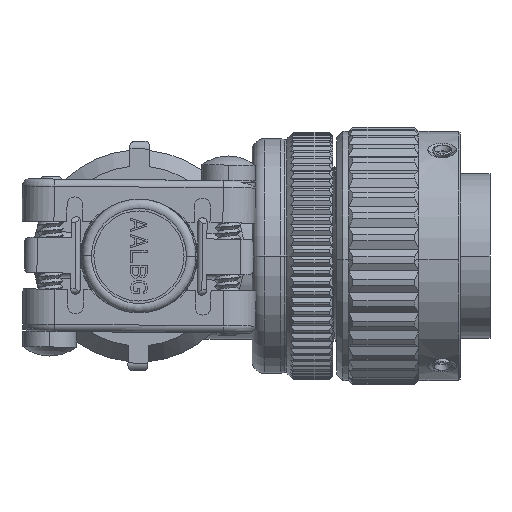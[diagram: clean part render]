
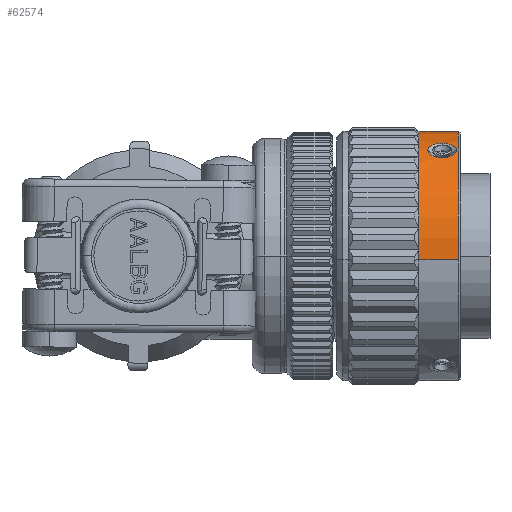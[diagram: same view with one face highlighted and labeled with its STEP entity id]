
A CAD part, front view. The second image highlights one B-rep face of the part: STEP entity #62574.
In plain terms, the highlighted cylindrical face has radius 15.355 mm (diameter 30.71 mm), a partial arc.
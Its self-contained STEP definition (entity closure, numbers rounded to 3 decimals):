
#29456=CARTESIAN_POINT('',(34.46,0.,0.));
#29457=DIRECTION('',(1.,0.,0.));
#29458=DIRECTION('',(0.,1.,0.032));
#29459=AXIS2_PLACEMENT_3D('',#29456,#29457,#29458);
#29461=CARTESIAN_POINT('',(39.126,15.347,
0.484));
#29462=CARTESIAN_POINT('',(39.126,15.343,
0.625));
#29463=CARTESIAN_POINT('',(39.088,15.33,
0.898));
#29464=CARTESIAN_POINT('',(38.921,15.302,1.295));
#29465=CARTESIAN_POINT('',(38.644,15.268,1.646));
#29466=CARTESIAN_POINT('',(38.271,15.234,1.925));
#29467=CARTESIAN_POINT('',(37.825,15.21,2.104));
#29468=CARTESIAN_POINT('',(37.34,15.201,2.166));
#29469=CARTESIAN_POINT('',(36.855,15.21,2.104));
#29470=CARTESIAN_POINT('',(36.409,15.234,1.925));
#29471=CARTESIAN_POINT('',(36.036,15.268,1.646));
#29472=CARTESIAN_POINT('',(35.759,15.302,1.295));
#29473=CARTESIAN_POINT('',(35.592,15.33,
0.898));
#29474=CARTESIAN_POINT('',(35.554,15.343,
0.625));
#29475=CARTESIAN_POINT('',(35.554,15.347,
0.484));
#29477=CARTESIAN_POINT('',(39.34,0.,0.));
#29478=DIRECTION('',(1.,0.,0.));
#29479=DIRECTION('',(0.,1.,0.032));
#29480=AXIS2_PLACEMENT_3D('',#29477,#29478,#29479);
#29482=CARTESIAN_POINT('',(39.126,-8.093,
13.049));
#29483=CARTESIAN_POINT('',(39.126,-8.212,
12.975));
#29484=CARTESIAN_POINT('',(39.088,-8.443,
12.828));
#29485=CARTESIAN_POINT('',(38.921,-8.772,
12.604));
#29486=CARTESIAN_POINT('',(38.644,-9.059,
12.399));
#29487=CARTESIAN_POINT('',(38.271,-9.284,
12.231));
#29488=CARTESIAN_POINT('',(37.825,-9.427,
12.12));
#29489=CARTESIAN_POINT('',(37.34,-9.477,
12.082));
#29490=CARTESIAN_POINT('',(36.855,-9.427,
12.12));
#29491=CARTESIAN_POINT('',(36.409,-9.284,
12.231));
#29492=CARTESIAN_POINT('',(36.036,-9.059,
12.399));
#29493=CARTESIAN_POINT('',(35.759,-8.772,
12.604));
#29494=CARTESIAN_POINT('',(35.592,-8.443,
12.828));
#29495=CARTESIAN_POINT('',(35.554,-8.212,
12.975));
#29496=CARTESIAN_POINT('',(35.554,-8.093,
13.049));
#29498=CARTESIAN_POINT('',(35.554,-8.093,
13.049));
#29499=CARTESIAN_POINT('',(35.554,-7.973,
13.124));
#29500=CARTESIAN_POINT('',(35.592,-7.738,
13.265));
#29501=CARTESIAN_POINT('',(35.759,-7.392,
13.46));
#29502=CARTESIAN_POINT('',(36.036,-7.081,
13.626));
#29503=CARTESIAN_POINT('',(36.409,-6.83,
13.753));
#29504=CARTESIAN_POINT('',(36.855,-6.667,
13.832));
#29505=CARTESIAN_POINT('',(37.34,-6.611,
13.859));
#29506=CARTESIAN_POINT('',(37.825,-6.667,
13.832));
#29507=CARTESIAN_POINT('',(38.271,-6.83,
13.753));
#29508=CARTESIAN_POINT('',(38.644,-7.081,
13.626));
#29509=CARTESIAN_POINT('',(38.921,-7.392,
13.46));
#29510=CARTESIAN_POINT('',(39.088,-7.738,
13.265));
#29511=CARTESIAN_POINT('',(39.126,-7.973,
13.124));
#29512=CARTESIAN_POINT('',(39.126,-8.093,
13.049));
#29656=DIRECTION('',(-1.,0.,0.));
#29657=VECTOR('',#29656,1.094);
#29658=CARTESIAN_POINT('',(35.554,15.347,
0.484));
#29659=LINE('3937',#29658,#29657);
#29660=DIRECTION('',(-1.,0.,0.));
#29661=VECTOR('',#29660,4.88);
#29662=CARTESIAN_POINT('',(39.34,-15.347,-0.484));
#29663=LINE('3929',#29662,#29661);
#29669=DIRECTION('',(-1.,0.,0.));
#29670=VECTOR('',#29669,0.214);
#29671=CARTESIAN_POINT('',(39.34,15.347,0.484));
#29672=LINE('3936',#29671,#29670);
#37490=CARTESIAN_POINT('',(39.126,15.347,
0.484));
#37491=VERTEX_POINT('',#37490);
#37492=CARTESIAN_POINT('',(35.554,15.347,
0.484));
#37493=VERTEX_POINT('',#37492);
#37494=CARTESIAN_POINT('',(34.46,15.347,0.484));
#37496=VERTEX_POINT('',#37494);
#37502=CARTESIAN_POINT('',(39.34,-15.347,-0.484));
#37503=CARTESIAN_POINT('',(34.46,-15.347,-0.484));
#37504=VERTEX_POINT('',#37502);
#37505=VERTEX_POINT('',#37503);
#37512=CARTESIAN_POINT('',(39.34,15.347,0.484));
#37513=VERTEX_POINT('',#37512);
#37524=VERTEX_POINT('',#29482);
#37525=VERTEX_POINT('',#29496);
#62550=CARTESIAN_POINT('',(23.57,0.,0.));
#62551=DIRECTION('',(1.,0.,0.));
#62552=DIRECTION('',(0.,-1.,-0.032));
#62553=AXIS2_PLACEMENT_3D('',#62550,#62551,#62552);
#62554=CYLINDRICAL_SURFACE('917',#62553,15.355);
#62556=ORIENTED_EDGE('3934',*,*,#62555,.F.);
#62558=ORIENTED_EDGE('3936',*,*,#62557,.F.);
#62560=ORIENTED_EDGE('4197',*,*,#62559,.T.);
#62562=ORIENTED_EDGE('3929',*,*,#62561,.T.);
#62563=ORIENTED_EDGE('3932',*,*,#62504,.F.);
#62565=ORIENTED_EDGE('3937',*,*,#62564,.F.);
#62566=EDGE_LOOP('917',(#62556,#62558,#62560,#62562,#62563,#62565));
#62567=FACE_OUTER_BOUND('917',#62566,.F.);
#62569=ORIENTED_EDGE('3946',*,*,#62568,.F.);
#62571=ORIENTED_EDGE('3947',*,*,#62570,.F.);
#62572=EDGE_LOOP('917',(#62569,#62571));
#62573=FACE_BOUND('917',#62572,.F.);
#29460=CIRCLE('3932',#29459,15.355);
#29476=B_SPLINE_CURVE_WITH_KNOTS('3934',3,(#29461,#29462,#29463,#29464,#29465,
#29466,#29467,#29468,#29469,#29470,#29471,#29472,#29473,#29474,#29475),
.UNSPECIFIED.,.F.,.F.,(4,1,1,1,1,1,1,1,1,1,1,1,4),(0.,0.083,
0.167,0.25,0.333,0.417,0.5,
0.583,0.667,0.75,0.833,0.917,
1.),.UNSPECIFIED.);
#29481=CIRCLE('4197',#29480,15.355);
#29497=B_SPLINE_CURVE_WITH_KNOTS('3946',3,(#29482,#29483,#29484,#29485,#29486,
#29487,#29488,#29489,#29490,#29491,#29492,#29493,#29494,#29495,#29496),
.UNSPECIFIED.,.F.,.F.,(4,1,1,1,1,1,1,1,1,1,1,1,4),(0.,0.083,
0.167,0.25,0.333,0.417,0.5,
0.583,0.667,0.75,0.833,0.917,
1.),.UNSPECIFIED.);
#29513=B_SPLINE_CURVE_WITH_KNOTS('3947',3,(#29498,#29499,#29500,#29501,#29502,
#29503,#29504,#29505,#29506,#29507,#29508,#29509,#29510,#29511,#29512),
.UNSPECIFIED.,.F.,.F.,(4,1,1,1,1,1,1,1,1,1,1,1,4),(0.,0.083,
0.167,0.25,0.333,0.417,0.5,
0.583,0.667,0.75,0.833,0.917,
1.),.UNSPECIFIED.);
#62504=EDGE_CURVE('3932',#37496,#37505,#29460,.T.);
#62555=EDGE_CURVE('3934',#37491,#37493,#29476,.T.);
#62557=EDGE_CURVE('3936',#37513,#37491,#29672,.T.);
#62559=EDGE_CURVE('4197',#37513,#37504,#29481,.T.);
#62561=EDGE_CURVE('3929',#37504,#37505,#29663,.T.);
#62564=EDGE_CURVE('3937',#37493,#37496,#29659,.T.);
#62568=EDGE_CURVE('3946',#37524,#37525,#29497,.T.);
#62570=EDGE_CURVE('3947',#37525,#37524,#29513,.T.);
#62574=ADVANCED_FACE('917',(#62567,#62573),#62554,.T.);
